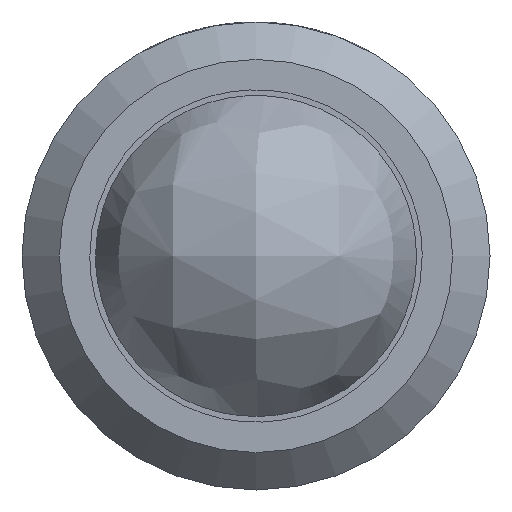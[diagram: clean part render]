
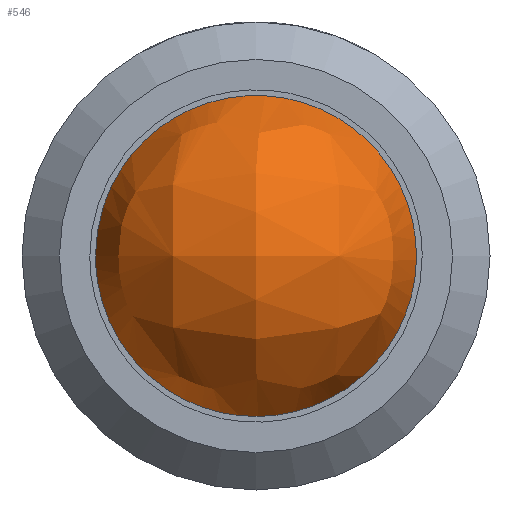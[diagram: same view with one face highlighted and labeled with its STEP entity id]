
A CAD part, front view. The second image highlights one B-rep face of the part: STEP entity #546.
In plain terms, the highlighted free-form (B-spline) face has degree [3, 3] with [4, 4] control points.
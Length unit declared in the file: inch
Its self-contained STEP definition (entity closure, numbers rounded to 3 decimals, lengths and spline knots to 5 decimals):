
#10 = CARTESIAN_POINT ( 'NONE',  ( 0.02176, 0., 0.06406 ) ) ;
#18 = CARTESIAN_POINT ( 'NONE',  ( -0.06572, 0., 0.01777 ) ) ;
#26 = CARTESIAN_POINT ( 'NONE',  ( 0.04113, 0., -0.05371 ) ) ;
#28 = CARTESIAN_POINT ( 'NONE',  ( 0.00888, 0., -0.06751 ) ) ;
#43 = CARTESIAN_POINT ( 'NONE',  ( -0.04951, -0.00641, -0.10814 ) ) ;
#63 = CARTESIAN_POINT ( 'NONE',  ( 0.01746, 0., 0.06536 ) ) ;
#66 = CARTESIAN_POINT ( 'NONE',  ( 0.02992, 0., 0.06068 ) ) ;
#68 = CARTESIAN_POINT ( 'NONE',  ( -0.01764, 0., 0.06576 ) ) ;
#71 = CARTESIAN_POINT ( 'NONE',  ( 0.05083, 0., -0.04464 ) ) ;
#75 = CARTESIAN_POINT ( 'NONE',  ( -0.02992, 0., -0.06068 ) ) ;
#95 =( BOUNDED_SURFACE ( )  B_SPLINE_SURFACE ( 3, 3, ( 
 ( #482, #295, #588, #633 ),
 ( #638, #639, #210, #479 ),
 ( #337, #298, #249, #43 ),
 ( #477, #151, #208, #636 ) ),
 .UNSPECIFIED., .F., .F., .F. ) 
 B_SPLINE_SURFACE_WITH_KNOTS ( ( 4, 4 ),
 ( 4, 4 ),
 ( 0., 1. ),
 ( 0., 1. ),
 .UNSPECIFIED. ) 
 GEOMETRIC_REPRESENTATION_ITEM ( )  RATIONAL_B_SPLINE_SURFACE ( (
 ( 1., 0.456, 0.456, 1.),
 ( 0.456, 0.208, 0.208, 0.456),
 ( 0.456, 0.208, 0.208, 0.456),
 ( 1., 0.456, 0.456, 1.) ) ) 
 REPRESENTATION_ITEM ( '' )  SURFACE ( )  );
#104 = EDGE_CURVE ( 'NONE', #140, #140, #473, .T. ) ;
#113 = CARTESIAN_POINT ( 'NONE',  ( -0.06751, 0., 0. ) ) ;
#117 = FACE_OUTER_BOUND ( 'NONE', #579, .T. ) ;
#120 = CARTESIAN_POINT ( 'NONE',  ( 0.06571, 0., 0.01777 ) ) ;
#123 = CARTESIAN_POINT ( 'NONE',  ( 0.06066, 0., -0.02994 ) ) ;
#132 = CARTESIAN_POINT ( 'NONE',  ( -0.04114, 0., -0.05371 ) ) ;
#140 = VERTEX_POINT ( 'NONE', #238 ) ;
#151 = CARTESIAN_POINT ( 'NONE',  ( -0.06772, -0.00645, 0.00911 ) ) ;
#167 = CARTESIAN_POINT ( 'NONE',  ( -0.06751, 0., 0.00891 ) ) ;
#183 = CARTESIAN_POINT ( 'NONE',  ( -0.00446, 0., -0.0675 ) ) ;
#186 = CARTESIAN_POINT ( 'NONE',  ( -0.05394, 0., -0.04153 ) ) ;
#208 = CARTESIAN_POINT ( 'NONE',  ( -0.06772, -0.00645, -0.00911 ) ) ;
#210 = CARTESIAN_POINT ( 'NONE',  ( 0.04951, -0.16193, -0.0791 ) ) ;
#217 = CARTESIAN_POINT ( 'NONE',  ( -0.05083, 0., 0.04464 ) ) ;
#234 = CARTESIAN_POINT ( 'NONE',  ( -0.05897, 0., -0.03401 ) ) ;
#238 = CARTESIAN_POINT ( 'NONE',  ( -0.06751, 0., 0. ) ) ;
#249 = CARTESIAN_POINT ( 'NONE',  ( -0.04951, -0.16193, -0.0791 ) ) ;
#261 = CARTESIAN_POINT ( 'NONE',  ( -0.06066, 0., 0.02994 ) ) ;
#270 = CARTESIAN_POINT ( 'NONE',  ( 0.04114, 0., 0.05371 ) ) ;
#274 = CARTESIAN_POINT ( 'NONE',  ( 0.0338, 0., -0.0586 ) ) ;
#279 = CARTESIAN_POINT ( 'NONE',  ( -0.06751, 0., -0.00891 ) ) ;
#295 = CARTESIAN_POINT ( 'NONE',  ( 0.06772, -0.00645, 0.00911 ) ) ;
#298 = CARTESIAN_POINT ( 'NONE',  ( -0.04951, -0.16193, 0.0791 ) ) ;
#309 = CARTESIAN_POINT ( 'NONE',  ( -0.00888, 0., 0.06751 ) ) ;
#313 = CARTESIAN_POINT ( 'NONE',  ( 0.06572, 0., -0.01777 ) ) ;
#321 = CARTESIAN_POINT ( 'NONE',  ( -0.01746, 0., -0.06536 ) ) ;
#323 = CARTESIAN_POINT ( 'NONE',  ( -0.06751, 0., 0. ) ) ;
#337 = CARTESIAN_POINT ( 'NONE',  ( -0.04951, -0.00641, 0.10814 ) ) ;
#354 = CARTESIAN_POINT ( 'NONE',  ( -0.02992, 0., 0.06067 ) ) ;
#358 = CARTESIAN_POINT ( 'NONE',  ( -0.0338, 0., 0.0586 ) ) ;
#370 = CARTESIAN_POINT ( 'NONE',  ( -0.02176, 0., -0.06406 ) ) ;
#397 = CARTESIAN_POINT ( 'NONE',  ( 0.05897, 0., 0.03401 ) ) ;
#400 = CARTESIAN_POINT ( 'NONE',  ( 0.05394, 0., 0.04153 ) ) ;
#405 = CARTESIAN_POINT ( 'NONE',  ( 0.05855, 0., -0.03389 ) ) ;
#409 = CARTESIAN_POINT ( 'NONE',  ( 0.02992, 0., -0.06067 ) ) ;
#413 = CARTESIAN_POINT ( 'NONE',  ( -0.03379, 0., -0.05861 ) ) ;
#445 = CARTESIAN_POINT ( 'NONE',  ( 0.06751, 0., 0.00891 ) ) ;
#448 = CARTESIAN_POINT ( 'NONE',  ( 0.05363, 0., -0.04124 ) ) ;
#454 = CARTESIAN_POINT ( 'NONE',  ( -0.04461, 0., -0.05086 ) ) ;
#473 = B_SPLINE_CURVE_WITH_KNOTS ( 'NONE', 3,
 ( #113, #167, #18, #261, #554, #506, #217, #603, #609, #358, #354, #68, #309, #550, #559, #63, #10, #66, #495, #270, #547, #400, #397, #120, #445, #500, #313, #123, #405, #448, #71, #514, #26, #274, #409, #562, #28, #183, #511, #321, #370, #75, #413, #132, #454, #186, #234, #565, #279, #323 ),
 .UNSPECIFIED., .T., .F.,
 ( 4, 2, 2, 2, 2, 2, 2, 2, 2, 2, 2, 2, 2, 2, 2, 2, 2, 2, 2, 2, 2, 2, 2, 2, 4 ),
 ( 0., 0.00068, 0.00101, 0.00135, 0.00169, 0.00203, 0.0027, 0.00304, 0.00338, 0.00372, 0.00405, 0.00473, 0.00541, 0.00608, 0.00642, 0.00676, 0.00709, 0.00743, 0.00811, 0.00845, 0.00878, 0.00912, 0.00946, 0.01014, 0.01081 ),
 .UNSPECIFIED. ) ;
#477 = CARTESIAN_POINT ( 'NONE',  ( -0.06772, 0.01145, 0.01245 ) ) ;
#479 = CARTESIAN_POINT ( 'NONE',  ( 0.04951, -0.00641, -0.10814 ) ) ;
#482 = CARTESIAN_POINT ( 'NONE',  ( 0.06772, 0.01145, 0.01245 ) ) ;
#495 = CARTESIAN_POINT ( 'NONE',  ( 0.03379, 0., 0.05861 ) ) ;
#500 = CARTESIAN_POINT ( 'NONE',  ( 0.06751, 0., -0.00891 ) ) ;
#506 = CARTESIAN_POINT ( 'NONE',  ( -0.05363, 0., 0.04124 ) ) ;
#511 = CARTESIAN_POINT ( 'NONE',  ( -0.00884, 0., -0.06707 ) ) ;
#514 = CARTESIAN_POINT ( 'NONE',  ( 0.0446, 0., -0.05087 ) ) ;
#546 = ADVANCED_FACE ( 'NONE', ( #117 ), #95, .T. ) ;
#547 = CARTESIAN_POINT ( 'NONE',  ( 0.04461, 0., 0.05086 ) ) ;
#550 = CARTESIAN_POINT ( 'NONE',  ( 0.00446, 0., 0.0675 ) ) ;
#554 = CARTESIAN_POINT ( 'NONE',  ( -0.05855, 0., 0.03389 ) ) ;
#559 = CARTESIAN_POINT ( 'NONE',  ( 0.00884, 0., 0.06707 ) ) ;
#562 = CARTESIAN_POINT ( 'NONE',  ( 0.01764, 0., -0.06576 ) ) ;
#565 = CARTESIAN_POINT ( 'NONE',  ( -0.06571, 0., -0.01777 ) ) ;
#579 = EDGE_LOOP ( 'NONE', ( #626 ) ) ;
#588 = CARTESIAN_POINT ( 'NONE',  ( 0.06772, -0.00645, -0.00911 ) ) ;
#603 = CARTESIAN_POINT ( 'NONE',  ( -0.0446, 0., 0.05087 ) ) ;
#609 = CARTESIAN_POINT ( 'NONE',  ( -0.04113, 0., 0.05371 ) ) ;
#626 = ORIENTED_EDGE ( 'NONE', *, *, #104, .F. ) ;
#633 = CARTESIAN_POINT ( 'NONE',  ( 0.06772, 0.01145, -0.01245 ) ) ;
#636 = CARTESIAN_POINT ( 'NONE',  ( -0.06772, 0.01145, -0.01245 ) ) ;
#638 = CARTESIAN_POINT ( 'NONE',  ( 0.04951, -0.00641, 0.10814 ) ) ;
#639 = CARTESIAN_POINT ( 'NONE',  ( 0.04951, -0.16193, 0.0791 ) ) ;
